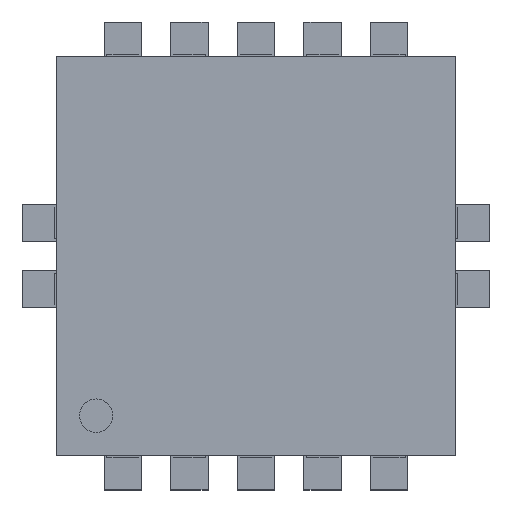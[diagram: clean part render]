
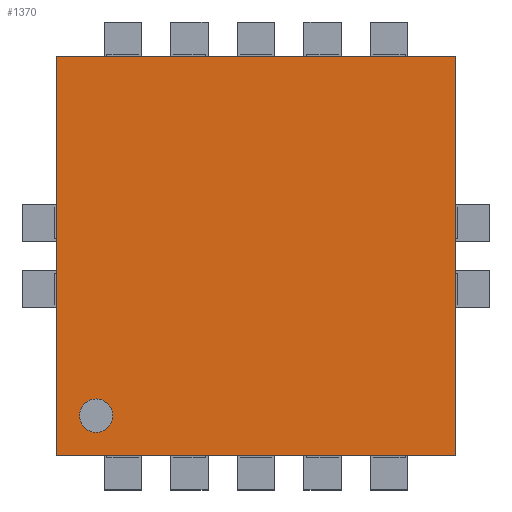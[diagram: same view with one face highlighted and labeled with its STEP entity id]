
A CAD part, top view. The second image highlights one B-rep face of the part: STEP entity #1370.
In plain terms, the highlighted planar face has unit normal (0, 0, 1).
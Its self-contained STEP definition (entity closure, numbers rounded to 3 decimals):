
#1202=CIRCLE('',#4651,0.125);
#1203=CIRCLE('',#4652,0.125);
#1228=FACE_BOUND('',#1871,.T.);
#1229=FACE_BOUND('',#1872,.T.);
#1370=ADVANCED_FACE('',(#1228,#1229),#1538,.T.);
#1538=PLANE('',#4653);
#1871=EDGE_LOOP('',(#2688,#2689,#2690,#2691));
#1872=EDGE_LOOP('',(#2692,#2693));
#2688=ORIENTED_EDGE('',*,*,#3521,.T.);
#2689=ORIENTED_EDGE('',*,*,#3558,.F.);
#2690=ORIENTED_EDGE('',*,*,#3547,.F.);
#2691=ORIENTED_EDGE('',*,*,#3135,.T.);
#2692=ORIENTED_EDGE('',*,*,#3564,.F.);
#2693=ORIENTED_EDGE('',*,*,#3565,.F.);
#2827=VERTEX_POINT('',#5494);
#2828=VERTEX_POINT('',#5496);
#3126=VERTEX_POINT('',#6292);
#3127=VERTEX_POINT('',#6341);
#3128=VERTEX_POINT('',#6365);
#3129=VERTEX_POINT('',#6366);
#3135=EDGE_CURVE('',#2828,#2827,#3597,.T.);
#3521=EDGE_CURVE('',#2827,#3126,#3983,.T.);
#3547=EDGE_CURVE('',#2828,#3127,#4009,.T.);
#3558=EDGE_CURVE('',#3127,#3126,#4020,.T.);
#3564=EDGE_CURVE('',#3128,#3129,#1202,.T.);
#3565=EDGE_CURVE('',#3129,#3128,#1203,.T.);
#3597=LINE('',#5495,#4055);
#3983=LINE('',#6293,#4441);
#4009=LINE('',#6340,#4467);
#4020=LINE('',#6353,#4478);
#4055=VECTOR('',#4688,1.);
#4441=VECTOR('',#5300,1.);
#4467=VECTOR('',#5368,1.);
#4478=VECTOR('',#5381,1.);
#4651=AXIS2_PLACEMENT_3D('',#6364,#5397,#5398);
#4652=AXIS2_PLACEMENT_3D('',#6367,#5399,#5400);
#4653=AXIS2_PLACEMENT_3D('',#6368,#5401,#5402);
#4688=DIRECTION('',(1.,0.,0.));
#5300=DIRECTION('',(0.,1.,0.));
#5368=DIRECTION('',(0.,1.,0.));
#5381=DIRECTION('',(1.,0.,0.));
#5397=DIRECTION('',(0.,0.,1.));
#5398=DIRECTION('',(1.,0.,0.));
#5399=DIRECTION('',(0.,0.,1.));
#5400=DIRECTION('',(-1.,0.,0.));
#5401=DIRECTION('',(0.,0.,1.));
#5402=DIRECTION('',(-1.,0.,0.));
#5494=CARTESIAN_POINT('',(1.5,-1.5,0.876));
#5495=CARTESIAN_POINT('',(-1.5,-1.5,0.876));
#5496=CARTESIAN_POINT('',(-1.5,-1.5,0.876));
#6292=CARTESIAN_POINT('',(1.5,1.5,0.876));
#6293=CARTESIAN_POINT('',(1.5,-1.5,0.876));
#6340=CARTESIAN_POINT('',(-1.5,-1.5,0.876));
#6341=CARTESIAN_POINT('',(-1.5,1.5,0.876));
#6353=CARTESIAN_POINT('',(-1.5,1.5,0.876));
#6364=CARTESIAN_POINT('',(-1.2,-1.2,0.876));
#6365=CARTESIAN_POINT('',(-1.075,-1.2,0.876));
#6366=CARTESIAN_POINT('',(-1.325,-1.2,0.876));
#6367=CARTESIAN_POINT('',(-1.2,-1.2,0.876));
#6368=CARTESIAN_POINT('',(-1.5,-1.5,0.876));
